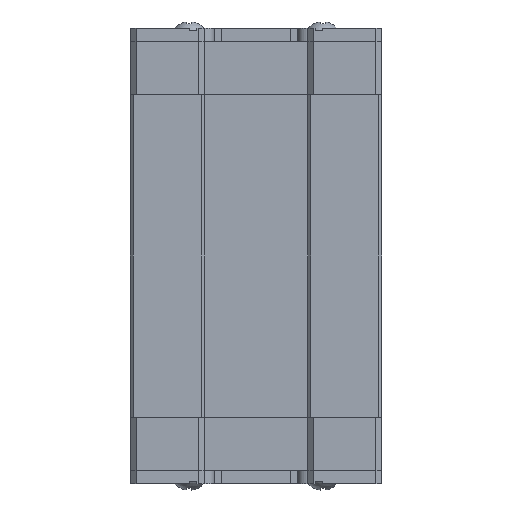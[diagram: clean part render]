
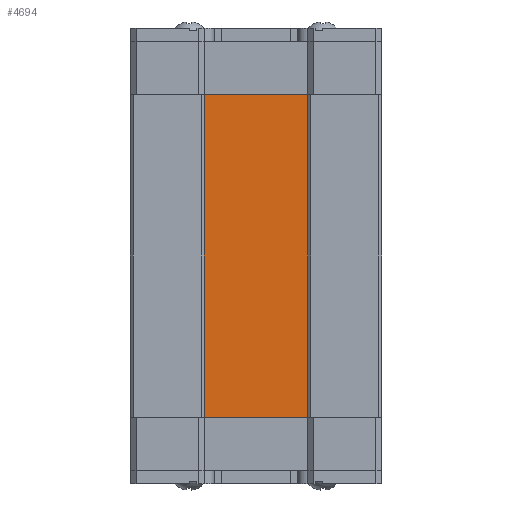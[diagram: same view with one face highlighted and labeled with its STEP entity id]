
A CAD part, front view. The second image highlights one B-rep face of the part: STEP entity #4694.
In plain terms, the highlighted planar face has unit normal (0, -1, 0).
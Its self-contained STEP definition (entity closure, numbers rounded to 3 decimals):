
#245=PLANE('',#5096);
#482=FACE_OUTER_BOUND('',#738,.T.);
#738=EDGE_LOOP('',(#4302,#4303,#4304,#4305));
#1245=LINE('',#7666,#1779);
#1247=LINE('',#7670,#1781);
#1248=LINE('',#7672,#1782);
#1249=LINE('',#7673,#1783);
#1779=VECTOR('',#6303,21.8);
#1781=VECTOR('',#6307,7.);
#1782=VECTOR('',#6308,21.8);
#1783=VECTOR('',#6309,7.);
#2382=VERTEX_POINT('',#7663);
#2383=VERTEX_POINT('',#7665);
#2384=VERTEX_POINT('',#7669);
#2385=VERTEX_POINT('',#7671);
#3031=EDGE_CURVE('',#2383,#2382,#1245,.T.);
#3033=EDGE_CURVE('',#2382,#2384,#1247,.T.);
#3034=EDGE_CURVE('',#2385,#2384,#1248,.T.);
#3035=EDGE_CURVE('',#2383,#2385,#1249,.T.);
#4302=ORIENTED_EDGE('',*,*,#3031,.T.);
#4303=ORIENTED_EDGE('',*,*,#3033,.T.);
#4304=ORIENTED_EDGE('',*,*,#3034,.F.);
#4305=ORIENTED_EDGE('',*,*,#3035,.F.);
#4694=ADVANCED_FACE('',(#482),#245,.F.);
#5096=AXIS2_PLACEMENT_3D('',#7668,#6305,#6306);
#6303=DIRECTION('',(0.,0.,-1.));
#6305=DIRECTION('center_axis',(0.,1.,0.));
#6306=DIRECTION('ref_axis',(0.,0.,1.));
#6307=DIRECTION('',(1.,0.,0.));
#6308=DIRECTION('',(0.,0.,-1.));
#6309=DIRECTION('',(1.,0.,0.));
#7663=CARTESIAN_POINT('',(-3.5,-0.05,-10.9));
#7665=CARTESIAN_POINT('',(-3.5,-0.05,10.9));
#7666=CARTESIAN_POINT('',(-3.5,-0.05,10.9));
#7668=CARTESIAN_POINT('Origin',(0.,-0.05,
10.9));
#7669=CARTESIAN_POINT('',(3.5,-0.05,-10.9));
#7670=CARTESIAN_POINT('',(-3.5,-0.05,-10.9));
#7671=CARTESIAN_POINT('',(3.5,-0.05,10.9));
#7672=CARTESIAN_POINT('',(3.5,-0.05,10.9));
#7673=CARTESIAN_POINT('',(-3.5,-0.05,10.9));
